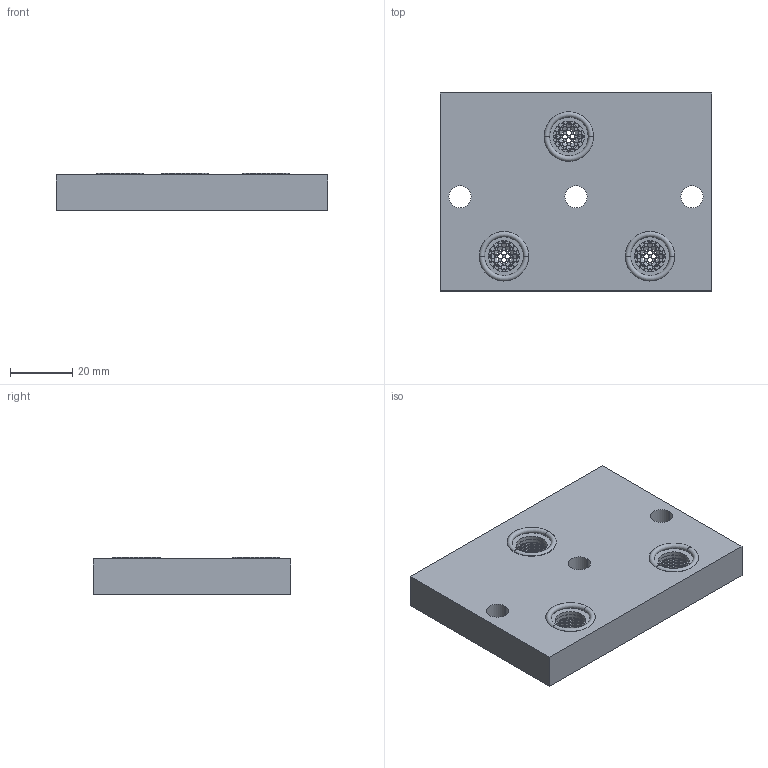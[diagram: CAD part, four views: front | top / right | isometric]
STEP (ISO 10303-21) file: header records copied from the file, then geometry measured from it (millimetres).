
FILE_DESCRIPTION((''),'2;1');
FILE_NAME('ILCM47084201','2018-08-09T',('jdw'),(''),'PRO/ENGINEER BY PARAMETRIC TECHNOLOGY CORPORATION, 2013320','PRO/ENGINEER BY PARAMETRIC TECHNOLOGY CORPORATION, 2013320','');
FILE_SCHEMA(('AUTOMOTIVE_DESIGN { 1 0 10303 214 1 1 1 1 }'));
Length unit declared in the file: inch
Products named in the file (1): ILCM47084201
Bounding box: 87.12 x 63.5 x 11.89 mm (x, y, z)
Volume: 59451.6 mm3; surface area: 17405.2 mm2
Topology: 4 solids, 4 shells, 480 faces, 1452 edges, 938 vertices
Faces by surface type: cylinder 426, plane 42, torus 6, cone 6
Entity records: 20317 total; most frequent: DIRECTION 3420, ORIENTED_EDGE 2904, CARTESIAN_POINT 2872, AXIS2_PLACEMENT_3D 1488, EDGE_CURVE 1452, CIRCLE 1008, VERTEX_POINT 938, EDGE_LOOP 684
